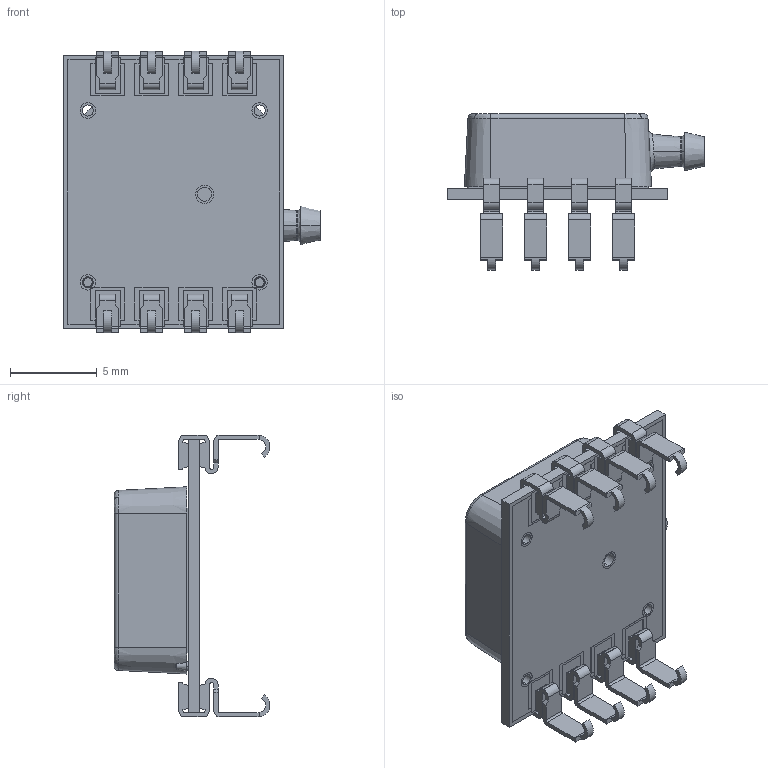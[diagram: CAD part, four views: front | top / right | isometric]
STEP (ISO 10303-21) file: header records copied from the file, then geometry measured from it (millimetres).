
FILE_DESCRIPTION (( 'STEP AP203' ), '1' );
FILE_NAME ('EGBJ.STEP', '2021-02-09T23:58:00', ( '' ), ( '' ), 'SwSTEP 2.0', 'SolidWorks 2010', '' );
FILE_SCHEMA (( 'CONFIG_CONTROL_DESIGN' ));
Length unit declared in the file: inch
Products named in the file (4): EGBJ; AS01-06-010 SMT-J for E series; Ceramic-Blank E series; AS01-01-020 for E series
Assembly tree (10 placements, depth 2):
  EGBJ
    Ceramic-Blank E series
    AS01-01-020 for E series
    AS01-06-010 SMT-J for E series  x8
Bounding box: 14.81 x 8.99 x 16.25 mm (x, y, z)
Volume: 632.7 mm3; surface area: 1878.4 mm2
Topology: 28 solids, 28 shells, 738 faces, 2009 edges, 1333 vertices
Faces by surface type: plane 537, cylinder 166, cone 18, bspline 17
Entity records: 15013 total; most frequent: CARTESIAN_POINT 4741, ORIENTED_EDGE 2044, DIRECTION 1886, EDGE_CURVE 1022, VECTOR 824, LINE 824, VERTEX_POINT 675, AXIS2_PLACEMENT_3D 531
